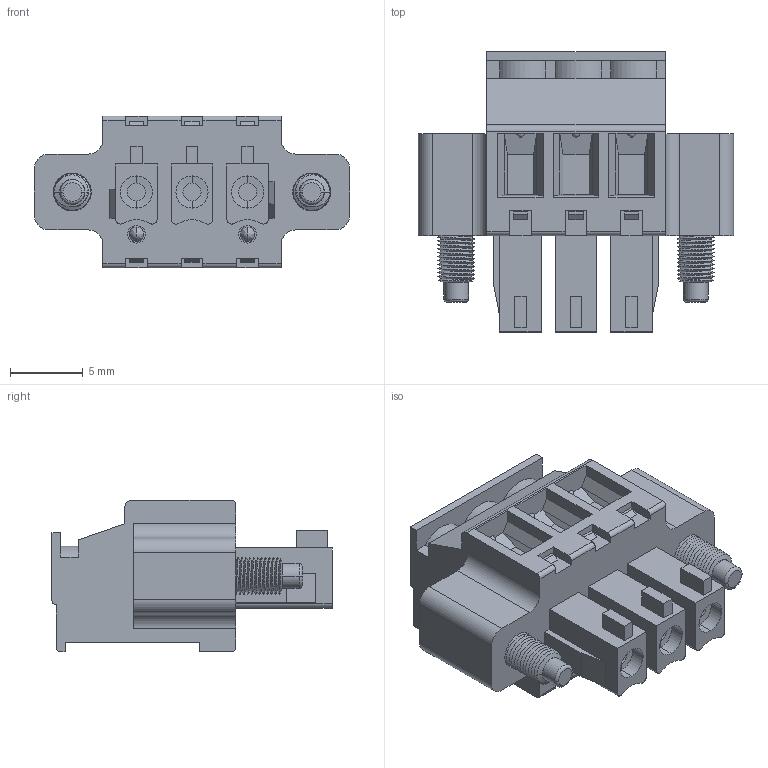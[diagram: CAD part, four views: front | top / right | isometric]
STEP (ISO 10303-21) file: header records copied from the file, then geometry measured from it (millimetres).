
FILE_DESCRIPTION((''),'2;1');
FILE_NAME('WJ15EDGKAM-381-03P-00A','2017-03-15T',('QZY'),(''),'CREO PARAMETRIC BY PTC INC, 2014440','CREO PARAMETRIC BY PTC INC, 2014440','');
FILE_SCHEMA(('CONFIG_CONTROL_DESIGN'));
Length unit declared in the file: millimetre
Products named in the file (1): WJ15EDGKAM-381-03P-00A
Bounding box: 21.62 x 19.2 x 10.4 mm (x, y, z)
Volume: 1750.3 mm3; surface area: 1897.5 mm2
Topology: 1 solids, 1 shells, 393 faces, 1028 edges, 671 vertices
Faces by surface type: plane 198, cylinder 98, cone 46, bspline 24, torus 24, sphere 3
Entity records: 16906 total; most frequent: CARTESIAN_POINT 7284, ORIENTED_EDGE 2042, DIRECTION 1911, EDGE_CURVE 1021, VERTEX_POINT 671, AXIS2_PLACEMENT_3D 666, VECTOR 579, LINE 579
